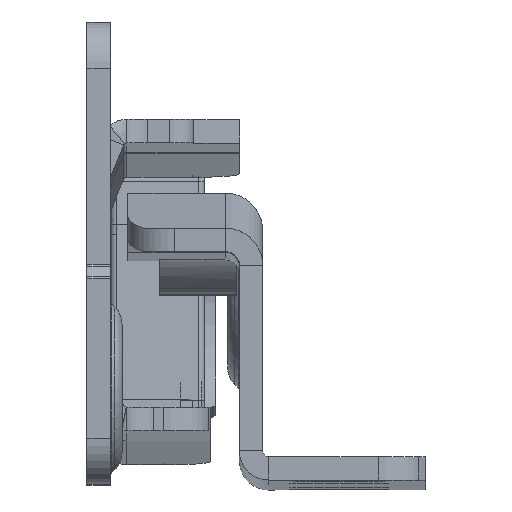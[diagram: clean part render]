
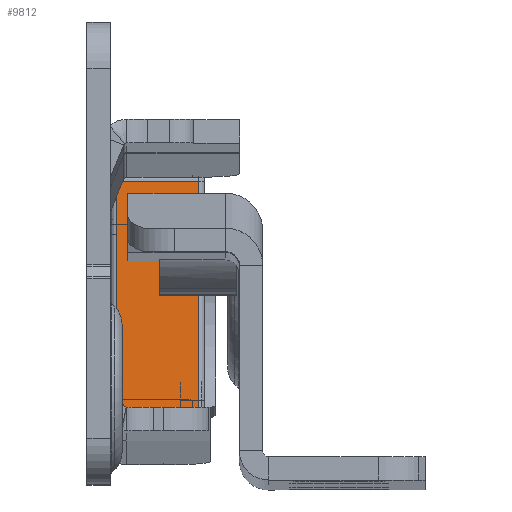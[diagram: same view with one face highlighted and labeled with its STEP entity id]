
A CAD part, top view. The second image highlights one B-rep face of the part: STEP entity #9812.
In plain terms, the highlighted face is planar.
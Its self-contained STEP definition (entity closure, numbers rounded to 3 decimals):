
#460 = VECTOR ( 'NONE', #11752, 1000. ) ;
#558 = DIRECTION ( 'NONE',  ( -1., 0., 0. ) ) ;
#1162 = CARTESIAN_POINT ( 'NONE',  ( 0., 11., 0.5 ) ) ;
#1249 = VERTEX_POINT ( 'NONE', #1162 ) ;
#1593 = PLANE ( 'NONE',  #4012 ) ;
#1671 = VECTOR ( 'NONE', #11252, 1000. ) ;
#1673 = ORIENTED_EDGE ( 'NONE', *, *, #4232, .T. ) ;
#2265 = ORIENTED_EDGE ( 'NONE', *, *, #11043, .F. ) ;
#2515 = CARTESIAN_POINT ( 'NONE',  ( 0., -11., 7.5 ) ) ;
#3171 = CARTESIAN_POINT ( 'NONE',  ( 0., 11., 7.5 ) ) ;
#3570 = EDGE_CURVE ( 'NONE', #1249, #10459, #10465, .T. ) ;
#3935 = CARTESIAN_POINT ( 'NONE',  ( 0., 11., 8. ) ) ;
#4012 = AXIS2_PLACEMENT_3D ( 'NONE', #9246, #558, #6289 ) ;
#4162 = EDGE_LOOP ( 'NONE', ( #7707, #10156, #2265, #1673 ) ) ;
#4232 = EDGE_CURVE ( 'NONE', #7018, #6503, #11316, .T. ) ;
#4814 = CARTESIAN_POINT ( 'NONE',  ( 0., -11., 7.5 ) ) ;
#6242 = CARTESIAN_POINT ( 'NONE',  ( 0., -11., 8. ) ) ;
#6289 = DIRECTION ( 'NONE',  ( 0., 0., 1. ) ) ;
#6466 = VECTOR ( 'NONE', #10771, 1000. ) ;
#6503 = VERTEX_POINT ( 'NONE', #3171 ) ;
#6583 = CARTESIAN_POINT ( 'NONE',  ( 0., -11., 0.5 ) ) ;
#7018 = VERTEX_POINT ( 'NONE', #4814 ) ;
#7707 = ORIENTED_EDGE ( 'NONE', *, *, #7894, .T. ) ;
#7894 = EDGE_CURVE ( 'NONE', #6503, #1249, #12696, .T. ) ;
#9246 = CARTESIAN_POINT ( 'NONE',  ( 0., -11., 8. ) ) ;
#9769 = VECTOR ( 'NONE', #11379, 1000. ) ;
#9812 = ADVANCED_FACE ( 'NONE', ( #12185 ), #1593, .T. ) ;
#10156 = ORIENTED_EDGE ( 'NONE', *, *, #3570, .T. ) ;
#10459 = VERTEX_POINT ( 'NONE', #6583 ) ;
#10465 = LINE ( 'NONE', #11541, #6466 ) ;
#10771 = DIRECTION ( 'NONE',  ( 0., -1., 0. ) ) ;
#11043 = EDGE_CURVE ( 'NONE', #7018, #10459, #12008, .T. ) ;
#11252 = DIRECTION ( 'NONE',  ( 0., 0., -1. ) ) ;
#11316 = LINE ( 'NONE', #2515, #9769 ) ;
#11379 = DIRECTION ( 'NONE',  ( 0., 1., 0. ) ) ;
#11541 = CARTESIAN_POINT ( 'NONE',  ( 0., -11., 0.5 ) ) ;
#11752 = DIRECTION ( 'NONE',  ( 0., 0., -1. ) ) ;
#12008 = LINE ( 'NONE', #6242, #1671 ) ;
#12185 = FACE_OUTER_BOUND ( 'NONE', #4162, .T. ) ;
#12696 = LINE ( 'NONE', #3935, #460 ) ;
